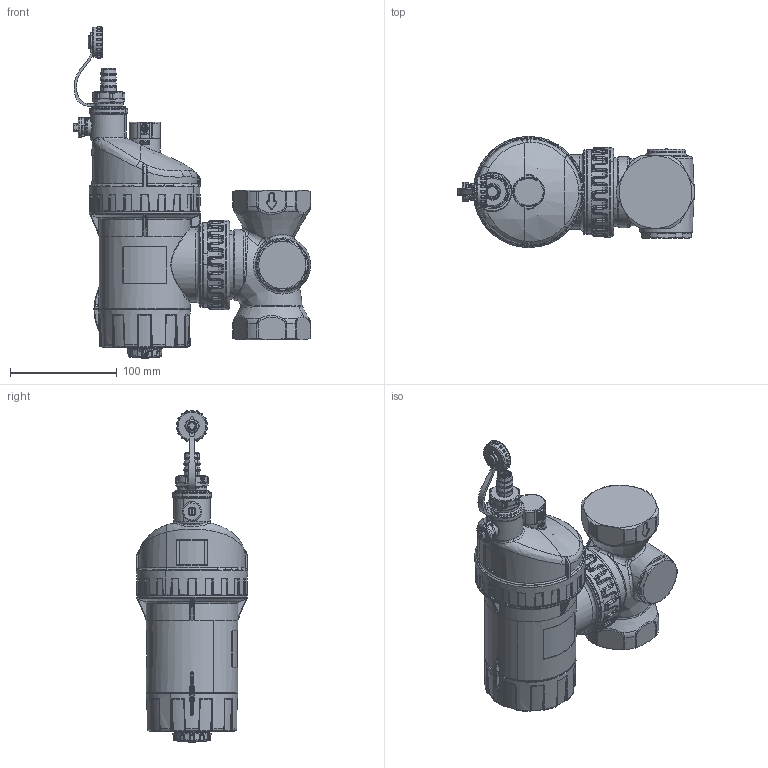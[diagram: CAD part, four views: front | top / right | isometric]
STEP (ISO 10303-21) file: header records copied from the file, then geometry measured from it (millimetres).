
FILE_DESCRIPTION(('CATIA V5 STEP Exchange','CAx-IF Rec.Pracs.--- Model Styling and Organization---1.5--- 2016-08-15','CAx-IF Rec.Pracs.---Supplemental Geometry---1.0---2011-11-01','CAx-IF Rec.Pracs.--- Composite Materials ---3.4---2017-06-13','CAx-IF Rec.Pracs.---Tessellated 3D Geometry---1.0---2015-12-17'),'2;1');
FILE_NAME('STEP_577800_-_TST.stp','2024-03-21T16:09:11+00:00',('none'),('none'),'CATIA Version 5-6 Release 2020 SP5','CATIA V5 STEP AP242 v2','none');
FILE_SCHEMA(('AP242_MANAGED_MODEL_BASED_3D_ENGINEERING_MIM_LF {1 0 10303 442 1 1 4}'));
Products named in the file (1): 577800 - TST
Bounding box: 221.84 x 104.1 x 310.5 mm (x, y, z)
Volume: 1940725.9 mm3; surface area: 156050.2 mm2
Topology: 1 solids, 14 shells, 3889 faces, 9269 edges, 5174 vertices
Faces by surface type: bspline 1819, torus 592, cylinder 563, cone 344, plane 328, sphere 243
Entity records: 206767 total; most frequent: CARTESIAN_POINT 138606, ORIENTED_EDGE 17996, EDGE_CURVE 8998, DIRECTION 6675, B_SPLINE_CURVE_WITH_KNOTS 5438, VERTEX_POINT 5174, AXIS2_PLACEMENT_3D 4118, EDGE_LOOP 3944
